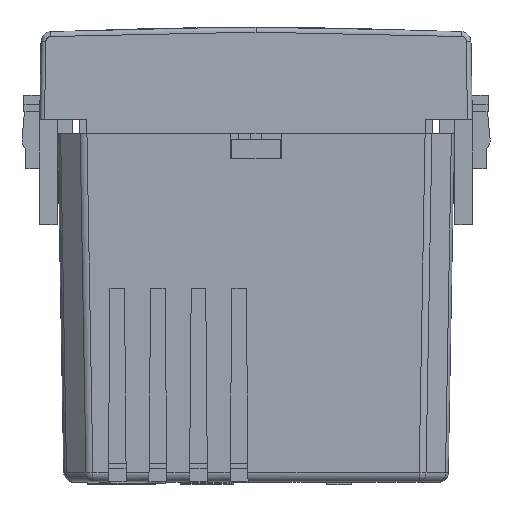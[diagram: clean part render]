
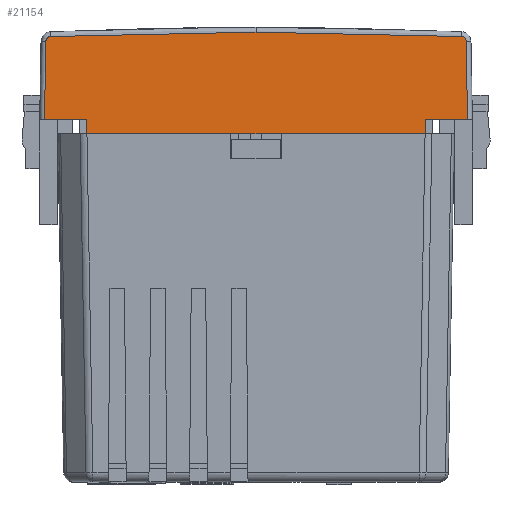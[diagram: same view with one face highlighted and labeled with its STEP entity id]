
A CAD part, top view. The second image highlights one B-rep face of the part: STEP entity #21154.
In plain terms, the highlighted face is planar.
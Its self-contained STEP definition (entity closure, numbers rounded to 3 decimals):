
#566 = VERTEX_POINT ( 'NONE', #9443 ) ;
#768 = VERTEX_POINT ( 'NONE', #27253 ) ;
#1286 = VERTEX_POINT ( 'NONE', #5150 ) ;
#1377 = EDGE_CURVE ( 'NONE', #27645, #8079, #3571, .T. ) ;
#1744 = CARTESIAN_POINT ( 'NONE',  ( -33.478, 21.728, 9.846 ) ) ;
#1782 = CARTESIAN_POINT ( 'NONE',  ( -33.624, -22.4, 1.5 ) ) ;
#2062 = LINE ( 'NONE', #18308, #4109 ) ;
#2150 = VERTEX_POINT ( 'NONE', #27463 ) ;
#2500 = CARTESIAN_POINT ( 'NONE',  ( -33.65, -17.5, 0. ) ) ;
#2726 = DIRECTION ( 'NONE',  ( -0.017, 0.017, -1. ) ) ;
#3571 =( BOUNDED_CURVE ( )  B_SPLINE_CURVE ( 3, ( #16243, #5982, #14180, #27078 ),
 .UNSPECIFIED., .F., .F. ) 
 B_SPLINE_CURVE_WITH_KNOTS ( ( 4, 4 ),
 ( 4.73, 6.241 ),
 .UNSPECIFIED. ) 
 CURVE ( )  GEOMETRIC_REPRESENTATION_ITEM ( )  RATIONAL_B_SPLINE_CURVE ( ( 1., 0.819, 0.819, 1. ) ) 
 REPRESENTATION_ITEM ( '' )  );
#3638 = CARTESIAN_POINT ( 'NONE',  ( -33.474, 21.254, 10.058 ) ) ;
#4109 = VECTOR ( 'NONE', #2726, 1000. ) ;
#4765 = ORIENTED_EDGE ( 'NONE', *, *, #15192, .T. ) ;
#5150 = CARTESIAN_POINT ( 'NONE',  ( -33.467, 0., 10.509 ) ) ;
#5407 = DIRECTION ( 'NONE',  ( -0.017, 0., -1. ) ) ;
#5436 = DIRECTION ( 'NONE',  ( -1., 0., 0.017 ) ) ;
#5588 = PLANE ( 'NONE',  #17366 ) ;
#5982 = CARTESIAN_POINT ( 'NONE',  ( -33.478, -21.728, 9.846 ) ) ;
#6538 = CARTESIAN_POINT ( 'NONE',  ( -33.469, -14.173, 10.358 ) ) ;
#6565 = LINE ( 'NONE', #1782, #32602 ) ;
#6567 = EDGE_CURVE ( 'NONE', #8079, #1286, #29215, .T. ) ;
#8066 = VERTEX_POINT ( 'NONE', #3638 ) ;
#8079 = VERTEX_POINT ( 'NONE', #25050 ) ;
#9443 = CARTESIAN_POINT ( 'NONE',  ( -33.624, 21.874, 1.5 ) ) ;
#9657 = DIRECTION ( 'NONE',  ( 0.017, 0.017, 1. ) ) ;
#9772 = EDGE_CURVE ( 'NONE', #1286, #8066, #24173, .T. ) ;
#10401 = EDGE_CURVE ( 'NONE', #768, #27645, #17881, .T. ) ;
#10523 = VECTOR ( 'NONE', #9657, 1000. ) ;
#10586 = DIRECTION ( 'NONE',  ( 0., -1., 0. ) ) ;
#10857 = EDGE_CURVE ( 'NONE', #8066, #19424, #16044, .T. ) ;
#12186 = CARTESIAN_POINT ( 'NONE',  ( -33.474, -21.254, 10.058 ) ) ;
#12211 = DIRECTION ( 'NONE',  ( 0., -1., 0. ) ) ;
#13487 = LINE ( 'NONE', #23963, #14046 ) ;
#13939 = VERTEX_POINT ( 'NONE', #14641 ) ;
#14046 = VECTOR ( 'NONE', #29482, 1000. ) ;
#14180 = CARTESIAN_POINT ( 'NONE',  ( -33.475, -21.533, 10.046 ) ) ;
#14641 = CARTESIAN_POINT ( 'NONE',  ( -33.624, 17.5, 1.5 ) ) ;
#15192 = EDGE_CURVE ( 'NONE', #19424, #566, #2062, .T. ) ;
#15316 = EDGE_CURVE ( 'NONE', #29755, #27731, #28793, .T. ) ;
#15540 = ORIENTED_EDGE ( 'NONE', *, *, #18156, .F. ) ;
#15552 = CARTESIAN_POINT ( 'NONE',  ( -33.467, 0., 10.509 ) ) ;
#15681 = EDGE_CURVE ( 'NONE', #2150, #768, #6565, .T. ) ;
#16044 =( BOUNDED_CURVE ( )  B_SPLINE_CURVE ( 3, ( #27980, #33641, #1744, #20252 ),
 .UNSPECIFIED., .F., .F. ) 
 B_SPLINE_CURVE_WITH_KNOTS ( ( 4, 4 ),
 ( 0.042, 1.553 ),
 .UNSPECIFIED. ) 
 CURVE ( )  GEOMETRIC_REPRESENTATION_ITEM ( )  RATIONAL_B_SPLINE_CURVE ( ( 1., 0.819, 0.819, 1. ) ) 
 REPRESENTATION_ITEM ( '' )  );
#16087 = ORIENTED_EDGE ( 'NONE', *, *, #10857, .T. ) ;
#16243 = CARTESIAN_POINT ( 'NONE',  ( -33.483, -21.733, 9.567 ) ) ;
#16368 = CARTESIAN_POINT ( 'NONE',  ( -33.65, -17.5, 0. ) ) ;
#16734 = EDGE_LOOP ( 'NONE', ( #16087, #4765, #17573, #25708, #31798, #15540, #18481, #16920, #21629, #25256, #23380 ) ) ;
#16920 = ORIENTED_EDGE ( 'NONE', *, *, #10401, .T. ) ;
#17366 = AXIS2_PLACEMENT_3D ( 'NONE', #28442, #5436, #18288 ) ;
#17573 = ORIENTED_EDGE ( 'NONE', *, *, #27644, .F. ) ;
#17881 = LINE ( 'NONE', #20460, #10523 ) ;
#18156 = EDGE_CURVE ( 'NONE', #2150, #27731, #26315, .T. ) ;
#18288 = DIRECTION ( 'NONE',  ( 0., 1., 0. ) ) ;
#18308 = CARTESIAN_POINT ( 'NONE',  ( -33.637, 21.887, 0.773 ) ) ;
#18481 = ORIENTED_EDGE ( 'NONE', *, *, #15681, .T. ) ;
#19424 = VERTEX_POINT ( 'NONE', #31831 ) ;
#19481 = VECTOR ( 'NONE', #28645, 1000. ) ;
#20252 = CARTESIAN_POINT ( 'NONE',  ( -33.483, 21.733, 9.567 ) ) ;
#20460 = CARTESIAN_POINT ( 'NONE',  ( -33.65, -21.9, -0.009 ) ) ;
#20581 = CARTESIAN_POINT ( 'NONE',  ( -33.624, -22.4, 1.5 ) ) ;
#20915 = CARTESIAN_POINT ( 'NONE',  ( -33.483, -21.733, 9.567 ) ) ;
#21154 = ADVANCED_FACE ( 'NONE', ( #28935 ), #5588, .T. ) ;
#21629 = ORIENTED_EDGE ( 'NONE', *, *, #1377, .T. ) ;
#21649 = VECTOR ( 'NONE', #5407, 1000. ) ;
#23380 = ORIENTED_EDGE ( 'NONE', *, *, #9772, .T. ) ;
#23963 = CARTESIAN_POINT ( 'NONE',  ( -33.65, 17.5, 0. ) ) ;
#24173 =( BOUNDED_CURVE ( )  B_SPLINE_CURVE ( 3, ( #15552, #26041, #30893, #25362 ),
 .UNSPECIFIED., .F., .F. ) 
 B_SPLINE_CURVE_WITH_KNOTS ( ( 4, 4 ),
 ( 0., 0.042 ),
 .UNSPECIFIED. ) 
 CURVE ( )  GEOMETRIC_REPRESENTATION_ITEM ( )  RATIONAL_B_SPLINE_CURVE ( ( 1., 1., 1., 1. ) ) 
 REPRESENTATION_ITEM ( '' )  );
#25050 = CARTESIAN_POINT ( 'NONE',  ( -33.474, -21.254, 10.058 ) ) ;
#25256 = ORIENTED_EDGE ( 'NONE', *, *, #6567, .T. ) ;
#25362 = CARTESIAN_POINT ( 'NONE',  ( -33.474, 21.254, 10.058 ) ) ;
#25708 = ORIENTED_EDGE ( 'NONE', *, *, #33434, .F. ) ;
#26041 = CARTESIAN_POINT ( 'NONE',  ( -33.467, 7.087, 10.509 ) ) ;
#26206 = CARTESIAN_POINT ( 'NONE',  ( -33.65, -22.4, 0. ) ) ;
#26315 = LINE ( 'NONE', #2500, #21649 ) ;
#27078 = CARTESIAN_POINT ( 'NONE',  ( -33.474, -21.254, 10.058 ) ) ;
#27253 = CARTESIAN_POINT ( 'NONE',  ( -33.624, -21.874, 1.5 ) ) ;
#27463 = CARTESIAN_POINT ( 'NONE',  ( -33.624, -17.5, 1.5 ) ) ;
#27628 = CARTESIAN_POINT ( 'NONE',  ( -33.65, 17.5, 0. ) ) ;
#27644 = EDGE_CURVE ( 'NONE', #13939, #566, #33804, .T. ) ;
#27645 = VERTEX_POINT ( 'NONE', #20915 ) ;
#27731 = VERTEX_POINT ( 'NONE', #16368 ) ;
#27818 = CARTESIAN_POINT ( 'NONE',  ( -33.467, 0., 10.509 ) ) ;
#27980 = CARTESIAN_POINT ( 'NONE',  ( -33.474, 21.254, 10.058 ) ) ;
#28231 = VECTOR ( 'NONE', #10586, 1000. ) ;
#28442 = CARTESIAN_POINT ( 'NONE',  ( -33.65, -22.4, 0. ) ) ;
#28645 = DIRECTION ( 'NONE',  ( 0., 1., 0. ) ) ;
#28793 = LINE ( 'NONE', #26206, #28231 ) ;
#28935 = FACE_OUTER_BOUND ( 'NONE', #16734, .T. ) ;
#29215 =( BOUNDED_CURVE ( )  B_SPLINE_CURVE ( 3, ( #12186, #6538, #30238, #27818 ),
 .UNSPECIFIED., .F., .F. ) 
 B_SPLINE_CURVE_WITH_KNOTS ( ( 4, 4 ),
 ( 6.241, 6.283 ),
 .UNSPECIFIED. ) 
 CURVE ( )  GEOMETRIC_REPRESENTATION_ITEM ( )  RATIONAL_B_SPLINE_CURVE ( ( 1., 1., 1., 1. ) ) 
 REPRESENTATION_ITEM ( '' )  );
#29482 = DIRECTION ( 'NONE',  ( 0.017, 0., 1. ) ) ;
#29755 = VERTEX_POINT ( 'NONE', #27628 ) ;
#30238 = CARTESIAN_POINT ( 'NONE',  ( -33.467, -7.087, 10.509 ) ) ;
#30893 = CARTESIAN_POINT ( 'NONE',  ( -33.469, 14.173, 10.358 ) ) ;
#31798 = ORIENTED_EDGE ( 'NONE', *, *, #15316, .T. ) ;
#31831 = CARTESIAN_POINT ( 'NONE',  ( -33.483, 21.733, 9.567 ) ) ;
#32602 = VECTOR ( 'NONE', #12211, 1000. ) ;
#33434 = EDGE_CURVE ( 'NONE', #29755, #13939, #13487, .T. ) ;
#33641 = CARTESIAN_POINT ( 'NONE',  ( -33.475, 21.533, 10.046 ) ) ;
#33804 = LINE ( 'NONE', #20581, #19481 ) ;
